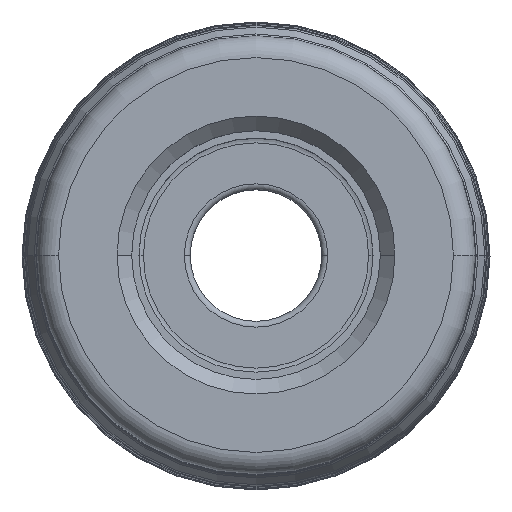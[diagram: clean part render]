
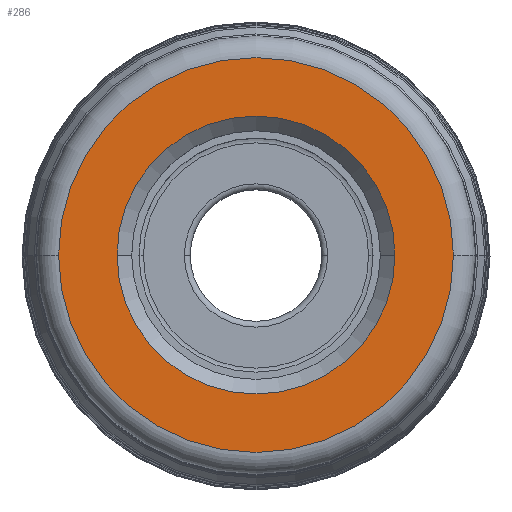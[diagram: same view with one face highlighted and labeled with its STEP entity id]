
A CAD part, top view. The second image highlights one B-rep face of the part: STEP entity #286.
In plain terms, the highlighted planar face has unit normal (0, 0, 1).
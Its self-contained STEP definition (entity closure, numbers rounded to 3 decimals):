
#47=PLANE('',#2170);
#54=FACE_BOUND('',#551,.T.);
#55=FACE_BOUND('',#552,.T.);
#286=ADVANCED_FACE('',(#54,#55),#47,.F.);
#551=EDGE_LOOP('',(#948,#949));
#552=EDGE_LOOP('',(#950,#951));
#948=ORIENTED_EDGE('',*,*,#1387,.T.);
#949=ORIENTED_EDGE('',*,*,#1386,.T.);
#950=ORIENTED_EDGE('',*,*,#1388,.T.);
#951=ORIENTED_EDGE('',*,*,#1389,.T.);
#1168=VERTEX_POINT('',#4105);
#1169=VERTEX_POINT('',#4107);
#1170=VERTEX_POINT('',#4112);
#1171=VERTEX_POINT('',#4113);
#1386=EDGE_CURVE('',#1168,#1169,#1680,.T.);
#1387=EDGE_CURVE('',#1169,#1168,#1681,.T.);
#1388=EDGE_CURVE('',#1170,#1171,#1682,.T.);
#1389=EDGE_CURVE('',#1171,#1170,#1683,.T.);
#1680=CIRCLE('',#2165,13.5);
#1681=CIRCLE('',#2167,13.5);
#1682=CIRCLE('',#2168,9.5);
#1683=CIRCLE('',#2169,9.5);
#2165=AXIS2_PLACEMENT_3D('',#4108,#2647,#2648);
#2167=AXIS2_PLACEMENT_3D('',#4110,#2651,#2652);
#2168=AXIS2_PLACEMENT_3D('',#4111,#2653,#2654);
#2169=AXIS2_PLACEMENT_3D('',#4114,#2655,#2656);
#2170=AXIS2_PLACEMENT_3D('',#4115,#2657,#2658);
#2647=DIRECTION('',(0.,0.,1.));
#2648=DIRECTION('',(-1.,0.,0.));
#2651=DIRECTION('',(0.,0.,1.));
#2652=DIRECTION('',(1.,0.,0.));
#2653=DIRECTION('',(0.,0.,-1.));
#2654=DIRECTION('',(-1.,0.,0.));
#2655=DIRECTION('',(0.,0.,-1.));
#2656=DIRECTION('',(1.,0.,0.));
#2657=DIRECTION('',(0.,0.,-1.));
#2658=DIRECTION('',(-1.,0.,0.));
#4105=CARTESIAN_POINT('',(-13.5,0.,0.));
#4107=CARTESIAN_POINT('',(13.5,0.,0.));
#4108=CARTESIAN_POINT('',(0.,0.,0.));
#4110=CARTESIAN_POINT('',(0.,0.,0.));
#4111=CARTESIAN_POINT('',(0.,0.,0.));
#4112=CARTESIAN_POINT('',(-9.5,0.,0.));
#4113=CARTESIAN_POINT('',(9.5,0.,0.));
#4114=CARTESIAN_POINT('',(0.,0.,0.));
#4115=CARTESIAN_POINT('',(0.,0.,0.));
